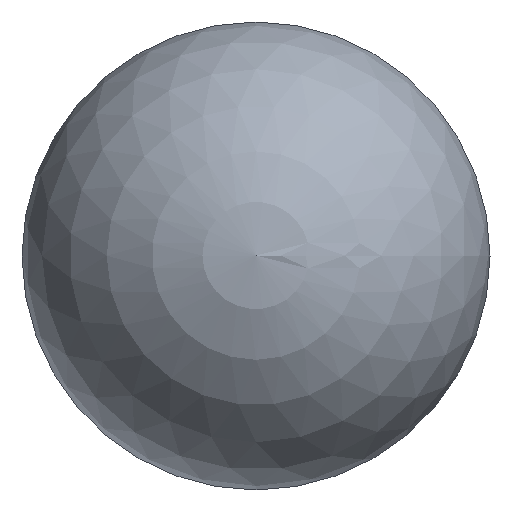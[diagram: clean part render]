
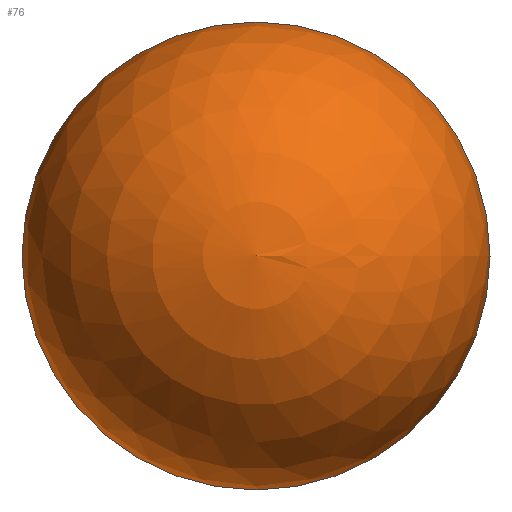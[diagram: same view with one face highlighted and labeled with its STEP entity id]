
A CAD part, top view. The second image highlights one B-rep face of the part: STEP entity #76.
In plain terms, the highlighted spherical face has radius 12.5 mm.
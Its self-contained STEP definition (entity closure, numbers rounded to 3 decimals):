
#76 = ADVANCED_FACE( '', ( #163 ), #164, .T. );
#163 = FACE_OUTER_BOUND( '', #249, .T. );
#164 = SPHERICAL_SURFACE( '', #250, 12.5 );
#249 = EDGE_LOOP( '', ( #361 ) );
#250 = AXIS2_PLACEMENT_3D( '', #362, #363, #364 );
#361 = ORIENTED_EDGE( '', *, *, #408, .F. );
#362 = CARTESIAN_POINT( '', ( 0., 0., 42.5 ) );
#363 = DIRECTION( '', ( 0., 0., 1. ) );
#364 = DIRECTION( '', ( 1., 0., 0. ) );
#408 = EDGE_CURVE( '', #460, #460, #461, .F. );
#460 = VERTEX_POINT( '', #516 );
#461 = CIRCLE( '', #517, 12.489 );
#516 = CARTESIAN_POINT( '', ( 12.489, 0., 41.965 ) );
#517 = AXIS2_PLACEMENT_3D( '', #576, #577, #578 );
#576 = CARTESIAN_POINT( '', ( 0., 0., 41.965 ) );
#577 = DIRECTION( '', ( 0., 0., 1. ) );
#578 = DIRECTION( '', ( 1., 0., 0. ) );
